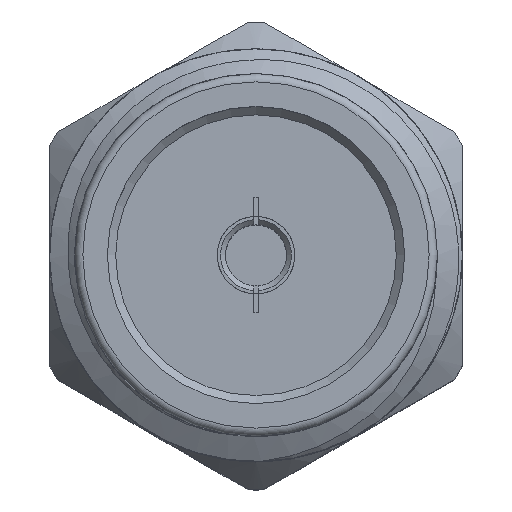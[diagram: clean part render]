
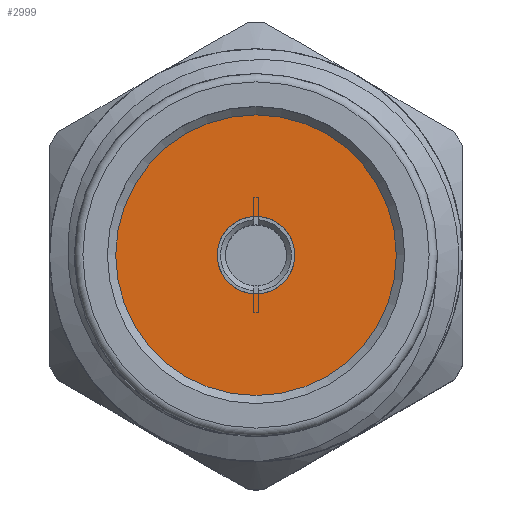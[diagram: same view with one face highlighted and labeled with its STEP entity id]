
A CAD part, top view. The second image highlights one B-rep face of the part: STEP entity #2999.
In plain terms, the highlighted planar face has unit normal (0, 0, 1).
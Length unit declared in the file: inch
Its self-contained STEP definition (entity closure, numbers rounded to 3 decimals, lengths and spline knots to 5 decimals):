
#279 = DIRECTION ( 'NONE',  ( 0., 0., 1. ) ) ;
#390 = ORIENTED_EDGE ( 'NONE', *, *, #3511, .T. ) ;
#415 = FACE_BOUND ( 'NONE', #3925, .T. ) ;
#471 = CARTESIAN_POINT ( 'NONE',  ( 0.085, 0., -0.075 ) ) ;
#480 = AXIS2_PLACEMENT_3D ( 'NONE', #3456, #4144, #3187 ) ;
#552 = ORIENTED_EDGE ( 'NONE', *, *, #3912, .F. ) ;
#617 = FACE_OUTER_BOUND ( 'NONE', #2450, .T. ) ;
#978 = AXIS2_PLACEMENT_3D ( 'NONE', #2227, #279, #3897 ) ;
#1386 = VERTEX_POINT ( 'NONE', #3740 ) ;
#1551 = PLANE ( 'NONE',  #480 ) ;
#1566 = DIRECTION ( 'NONE',  ( 0., 0., 1. ) ) ;
#1631 = AXIS2_PLACEMENT_3D ( 'NONE', #3829, #1566, #2908 ) ;
#2227 = CARTESIAN_POINT ( 'NONE',  ( 0., 0., -0.075 ) ) ;
#2450 = EDGE_LOOP ( 'NONE', ( #390 ) ) ;
#2765 = CIRCLE ( 'NONE', #978, 0.0235 ) ;
#2908 = DIRECTION ( 'NONE',  ( 1., 0., 0. ) ) ;
#2999 = ADVANCED_FACE ( 'NONE', ( #415, #617 ), #1551, .T. ) ;
#3074 = CIRCLE ( 'NONE', #1631, 0.085 ) ;
#3187 = DIRECTION ( 'NONE',  ( 1., 0., 0. ) ) ;
#3456 = CARTESIAN_POINT ( 'NONE',  ( 0., 0., -0.075 ) ) ;
#3511 = EDGE_CURVE ( 'NONE', #4043, #4043, #3074, .T. ) ;
#3740 = CARTESIAN_POINT ( 'NONE',  ( 0.0235, 0., -0.075 ) ) ;
#3829 = CARTESIAN_POINT ( 'NONE',  ( 0., 0., -0.075 ) ) ;
#3897 = DIRECTION ( 'NONE',  ( 1., 0., 0. ) ) ;
#3912 = EDGE_CURVE ( 'NONE', #1386, #1386, #2765, .T. ) ;
#3925 = EDGE_LOOP ( 'NONE', ( #552 ) ) ;
#4043 = VERTEX_POINT ( 'NONE', #471 ) ;
#4144 = DIRECTION ( 'NONE',  ( 0., 0., 1. ) ) ;
